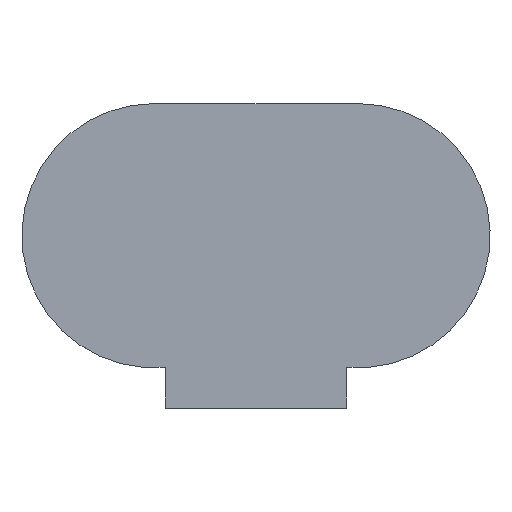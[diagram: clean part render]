
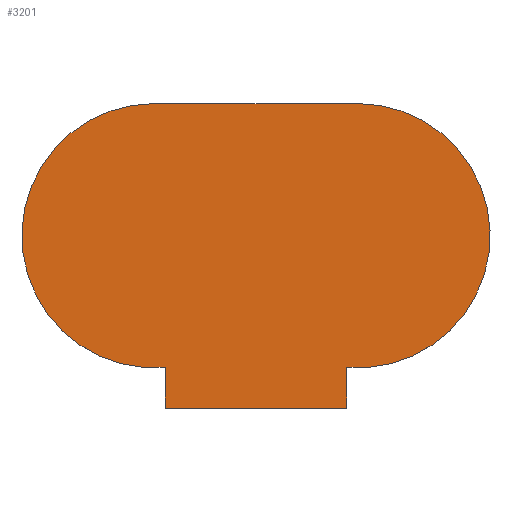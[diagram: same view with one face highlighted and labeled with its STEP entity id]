
A CAD part, top view. The second image highlights one B-rep face of the part: STEP entity #3201.
In plain terms, the highlighted face is planar.
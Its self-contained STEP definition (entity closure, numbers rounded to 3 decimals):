
#86=PLANE('',#3465);
#195=FACE_OUTER_BOUND('',#380,.T.);
#380=EDGE_LOOP('',(#2426,#2427,#2428,#2429,#2430,#2431));
#594=LINE('',#5049,#891);
#598=LINE('',#5058,#895);
#601=LINE('',#5066,#898);
#603=LINE('',#5069,#900);
#891=VECTOR('',#4043,10.);
#895=VECTOR('',#4053,10.);
#898=VECTOR('',#4062,10.);
#900=VECTOR('',#4066,10.);
#1151=CIRCLE('',#3458,71.2);
#1152=CIRCLE('',#3461,71.2);
#1385=VERTEX_POINT('',#5047);
#1386=VERTEX_POINT('',#5048);
#1387=VERTEX_POINT('',#5053);
#1388=VERTEX_POINT('',#5057);
#1389=VERTEX_POINT('',#5061);
#1390=VERTEX_POINT('',#5065);
#1760=EDGE_CURVE('',#1385,#1386,#594,.T.);
#1763=EDGE_CURVE('',#1387,#1386,#1151,.T.);
#1765=EDGE_CURVE('',#1387,#1388,#598,.T.);
#1767=EDGE_CURVE('',#1389,#1388,#1152,.T.);
#1769=EDGE_CURVE('',#1389,#1390,#601,.T.);
#1771=EDGE_CURVE('',#1390,#1385,#603,.T.);
#2426=ORIENTED_EDGE('',*,*,#1771,.T.);
#2427=ORIENTED_EDGE('',*,*,#1760,.T.);
#2428=ORIENTED_EDGE('',*,*,#1763,.F.);
#2429=ORIENTED_EDGE('',*,*,#1765,.T.);
#2430=ORIENTED_EDGE('',*,*,#1767,.F.);
#2431=ORIENTED_EDGE('',*,*,#1769,.T.);
#3201=ADVANCED_FACE('',(#195),#86,.F.);
#3458=AXIS2_PLACEMENT_3D('',#5054,#4048,#4049);
#3461=AXIS2_PLACEMENT_3D('',#5062,#4057,#4058);
#3465=AXIS2_PLACEMENT_3D('',#5071,#4069,#4070);
#4043=DIRECTION('',(0.,1.,0.));
#4048=DIRECTION('center_axis',(0.,0.,1.));
#4049=DIRECTION('ref_axis',(1.,0.,0.));
#4053=DIRECTION('',(1.,0.,0.));
#4057=DIRECTION('center_axis',(0.,0.,1.));
#4058=DIRECTION('ref_axis',(1.,0.,0.));
#4062=DIRECTION('',(0.,-1.,0.));
#4066=DIRECTION('',(-1.,0.,0.));
#4069=DIRECTION('center_axis',(0.,0.,1.));
#4070=DIRECTION('ref_axis',(1.,0.,0.));
#5047=CARTESIAN_POINT('',(-101.948,-54.654,0.));
#5048=CARTESIAN_POINT('',(-101.948,-32.6,0.));
#5049=CARTESIAN_POINT('',(-101.948,-56.654,0.));
#5053=CARTESIAN_POINT('',(-107.948,109.546,0.));
#5054=CARTESIAN_POINT('Origin',(-107.948,38.346,0.));
#5057=CARTESIAN_POINT('',(2.052,109.546,0.));
#5058=CARTESIAN_POINT('',(-107.948,109.546,0.));
#5061=CARTESIAN_POINT('',(-3.948,-32.6,0.));
#5062=CARTESIAN_POINT('Origin',(2.052,38.346,0.));
#5065=CARTESIAN_POINT('',(-3.948,-54.654,0.));
#5066=CARTESIAN_POINT('',(-3.948,-19.654,0.));
#5069=CARTESIAN_POINT('',(-5.948,-54.654,0.));
#5071=CARTESIAN_POINT('Origin',(-52.948,27.446,0.));
